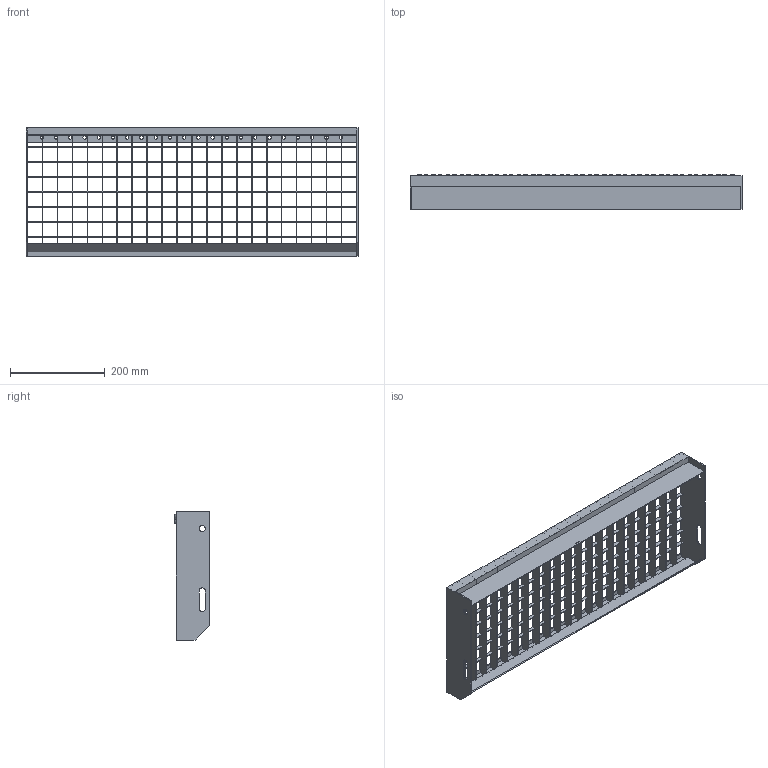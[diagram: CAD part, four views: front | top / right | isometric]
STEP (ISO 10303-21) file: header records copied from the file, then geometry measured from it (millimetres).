
FILE_DESCRIPTION (( 'STEP AP203' ), '1' );
FILE_NAME ('40.702730.7.step', '2015-10-04T07:13:31', ( '' ), ( '' ), 'SwSTEP 2.0', 'SolidWorks 2015', '' );
FILE_SCHEMA (( 'CONFIG_CONTROL_DESIGN' ));
Length unit declared in the file: millimetre
Products named in the file (1): 40.702730.7
Bounding box: 700 x 72.67 x 270 mm (x, y, z)
Volume: 604214.4 mm3; surface area: 685901.9 mm2
Topology: 20 solids, 20 shells, 710 faces, 1820 edges, 1196 vertices
Faces by surface type: plane 440, cylinder 100, cone 90, bspline 80
Entity records: 26407 total; most frequent: CARTESIAN_POINT 9023, ORIENTED_EDGE 3640, DIRECTION 3318, EDGE_CURVE 1820, VECTOR 1264, LINE 1264, VERTEX_POINT 1196, AXIS2_PLACEMENT_3D 1027
